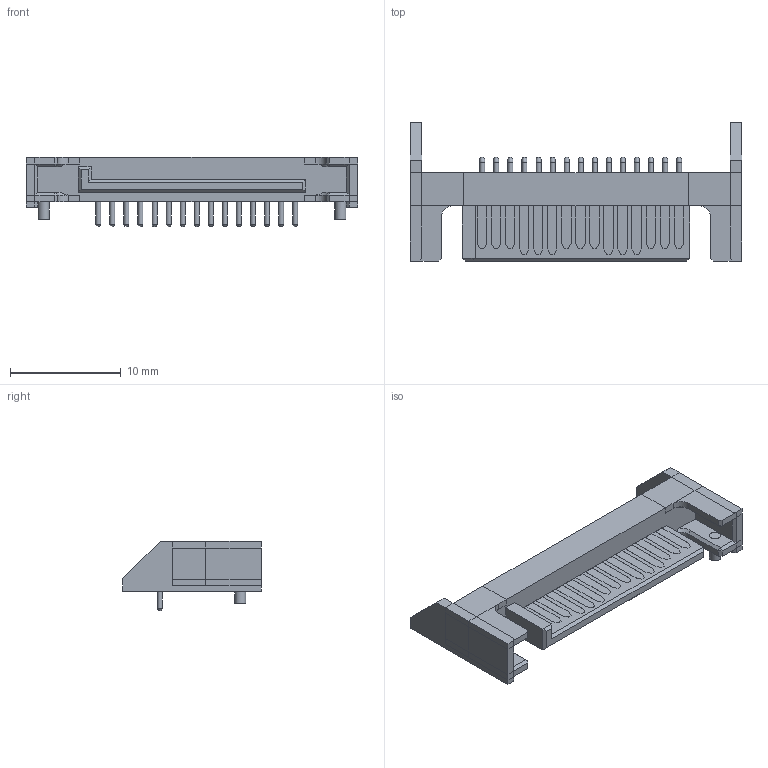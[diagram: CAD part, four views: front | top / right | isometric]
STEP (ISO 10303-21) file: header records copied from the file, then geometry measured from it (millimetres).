
FILE_DESCRIPTION(('FreeCAD Model'),'2;1');
FILE_NAME('Open CASCADE Shape Model','2023-02-08T20:36:14',('Author'),( ''),'Open CASCADE STEP processor 7.5','FreeCAD','Unknown');
FILE_SCHEMA(('AUTOMOTIVE_DESIGN { 1 0 10303 214 1 1 1 1 }'));
Length unit declared in the file: millimetre
Products named in the file (4): Unnamed; Fusion005001; Fusion004001; Array005
Assembly tree (3 placements, depth 2):
  Unnamed
    Fusion005001
    Fusion004001
    Array005
Bounding box: 29.9 x 12.5 x 6.25 mm (x, y, z)
Volume: 603.6 mm3; surface area: 1137.9 mm2
Topology: 31 solids, 31 shells, 327 faces, 674 edges, 414 vertices
Faces by surface type: plane 204, bspline 59, cylinder 33, revolution 15, torus 15, cone 1
Full cylindrical faces by diameter (mm): 0.45 x30, 1 x2
Entity records: 18237 total; most frequent: CARTESIAN_POINT 4737, DIRECTION 2160, LINE 1368, VECTOR 1368, ORIENTED_EDGE 1348, PCURVE 1348, DEFINITIONAL_REPRESENTATION 1348, EDGE_CURVE 674
